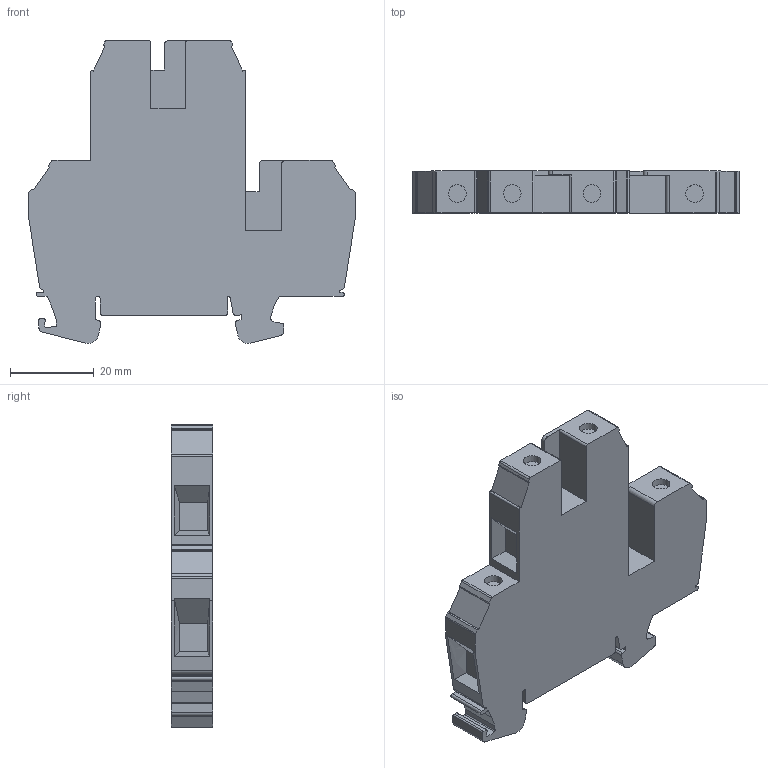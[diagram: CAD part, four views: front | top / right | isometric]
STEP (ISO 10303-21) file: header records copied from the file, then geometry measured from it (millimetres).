
FILE_DESCRIPTION( ( 'STEP AP214' ), '1' );
FILE_NAME( 'CDK10-20200810.stp', '2022-12-14T12:43:43', ( ' ' ), ( ' ' ), 'XStep 1.0', ' ', ' ' );
FILE_SCHEMA( ( 'CONFIG_CONTROL_DESIGN) ( )' ) );
Length unit declared in the file: metre
Products named in the file (1): CDK10
Bounding box: 78 x 10 x 72.19 mm (x, y, z)
Volume: 34348.8 mm3; surface area: 11897.2 mm2
Topology: 1 solids, 1 shells, 154 faces, 438 edges, 292 vertices
Faces by surface type: plane 100, cylinder 50, bspline 4
Full cylindrical faces by diameter (mm): 4.2 x4
Entity records: 6323 total; most frequent: CARTESIAN_POINT 1032, ORIENTED_EDGE 868, DIRECTION 813, EDGE_CURVE 434, LINE 311, VECTOR 311, VERTEX_POINT 292, AXIS2_PLACEMENT_3D 251
